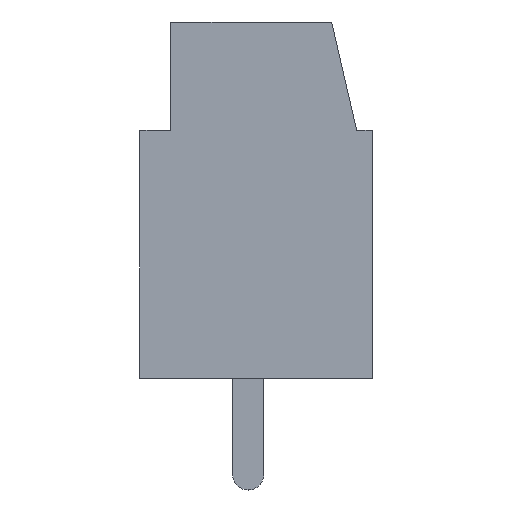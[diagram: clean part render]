
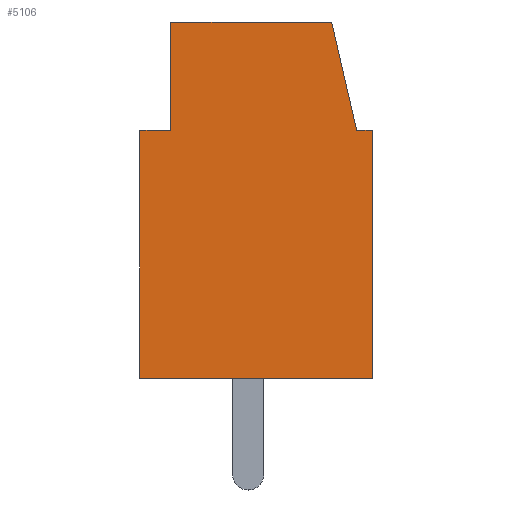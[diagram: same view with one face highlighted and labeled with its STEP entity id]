
A CAD part, left-side view. The second image highlights one B-rep face of the part: STEP entity #5106.
In plain terms, the highlighted face is planar.
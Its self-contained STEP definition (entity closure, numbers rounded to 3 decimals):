
#694=ORIENTED_EDGE('',*,*,#1289,.T.);
#695=ORIENTED_EDGE('',*,*,#1303,.T.);
#696=ORIENTED_EDGE('',*,*,#1275,.T.);
#697=ORIENTED_EDGE('',*,*,#1298,.T.);
#698=ORIENTED_EDGE('',*,*,#1330,.T.);
#699=ORIENTED_EDGE('',*,*,#1300,.F.);
#700=ORIENTED_EDGE('',*,*,#1293,.T.);
#701=ORIENTED_EDGE('',*,*,#1295,.F.);
#1275=EDGE_CURVE('',#1818,#1821,#2179,.T.);
#1289=EDGE_CURVE('',#1823,#1835,#2193,.T.);
#1293=EDGE_CURVE('',#1836,#1839,#2197,.T.);
#1295=EDGE_CURVE('',#1823,#1839,#2199,.T.);
#1298=EDGE_CURVE('',#1821,#1841,#2202,.T.);
#1300=EDGE_CURVE('',#1836,#1843,#2204,.T.);
#1303=EDGE_CURVE('',#1835,#1818,#2207,.T.);
#1330=EDGE_CURVE('',#1841,#1843,#2226,.T.);
#1818=VERTEX_POINT('',#6546);
#1821=VERTEX_POINT('',#6551);
#1823=VERTEX_POINT('',#6556);
#1835=VERTEX_POINT('',#6580);
#1836=VERTEX_POINT('',#6584);
#1839=VERTEX_POINT('',#6589);
#1841=VERTEX_POINT('',#6598);
#1843=VERTEX_POINT('',#6604);
#2179=LINE('',#6552,#2623);
#2193=LINE('',#6581,#2637);
#2197=LINE('',#6590,#2641);
#2199=LINE('',#6593,#2643);
#2202=LINE('',#6599,#2646);
#2204=LINE('',#6603,#2648);
#2207=LINE('',#6608,#2651);
#2226=LINE('',#6662,#2670);
#2623=VECTOR('',#5520,1000.);
#2637=VECTOR('',#5536,1000.);
#2641=VECTOR('',#5542,1000.);
#2643=VECTOR('',#5546,1000.);
#2646=VECTOR('',#5551,1000.);
#2648=VECTOR('',#5555,1000.);
#2651=VECTOR('',#5560,1000.);
#2670=VECTOR('',#5609,1000.);
#3161=EDGE_LOOP('',(#694,#695,#696,#697,#698,#699,#700,#701));
#3365=FACE_BOUND('',#3161,.T.);
#3542=PLANE('',#5361);
#5106=ADVANCED_FACE('',(#3365),#3542,.F.);
#5361=AXIS2_PLACEMENT_3D('',#7331,#6016,#6017);
#5520=DIRECTION('',(-1.,0.,0.));
#5536=DIRECTION('',(1.,0.,0.));
#5542=DIRECTION('',(-1.,0.,0.));
#5546=DIRECTION('',(0.,1.,0.));
#5551=DIRECTION('',(-0.225,0.974,0.));
#5555=DIRECTION('',(0.,1.,0.));
#5560=DIRECTION('',(0.,1.,0.));
#5609=DIRECTION('',(-1.,0.,0.));
#6016=DIRECTION('',(0.,0.,-1.));
#6017=DIRECTION('',(1.,0.,0.));
#6546=CARTESIAN_POINT('',(4.,8.,0.));
#6551=CARTESIAN_POINT('',(3.5,8.,0.));
#6552=CARTESIAN_POINT('',(0.,8.,0.));
#6556=CARTESIAN_POINT('',(-3.5,0.,0.));
#6580=CARTESIAN_POINT('',(4.,0.,0.));
#6581=CARTESIAN_POINT('',(0.,0.,0.));
#6584=CARTESIAN_POINT('',(-2.5,8.,0.));
#6589=CARTESIAN_POINT('',(-3.5,8.,0.));
#6590=CARTESIAN_POINT('',(0.,8.,0.));
#6593=CARTESIAN_POINT('',(-3.5,0.,0.));
#6598=CARTESIAN_POINT('',(2.692,11.5,0.));
#6599=CARTESIAN_POINT('',(5.347,0.,0.));
#6603=CARTESIAN_POINT('',(-2.5,0.,0.));
#6604=CARTESIAN_POINT('',(-2.5,11.5,0.));
#6608=CARTESIAN_POINT('',(4.,0.,0.));
#6662=CARTESIAN_POINT('',(0.,11.5,0.));
#7331=CARTESIAN_POINT('',(-4.5,-5.11,0.));
